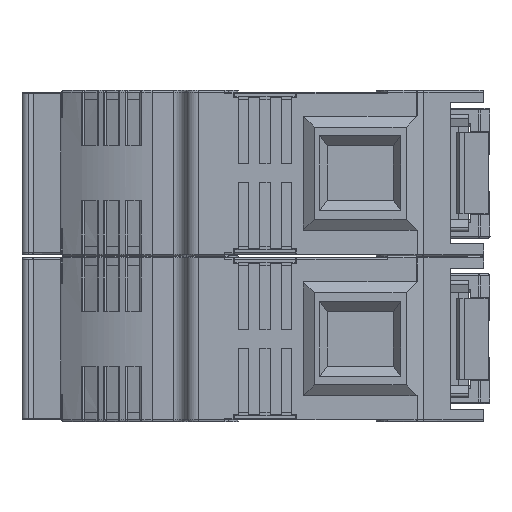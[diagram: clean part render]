
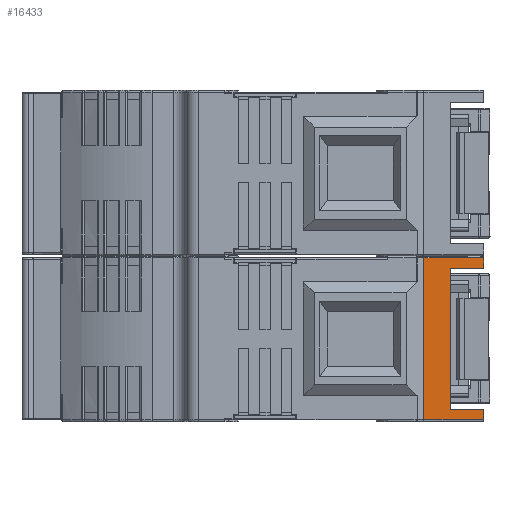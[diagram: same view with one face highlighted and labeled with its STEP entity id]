
A CAD part, left-side view. The second image highlights one B-rep face of the part: STEP entity #16433.
In plain terms, the highlighted planar face has unit normal (-0.667, -0.745, 0).
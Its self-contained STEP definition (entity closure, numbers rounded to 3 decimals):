
#10 = EDGE_CURVE ( 'NONE', #95618, #88556, #34093, .T. ) ;
#31 = DIRECTION ( 'NONE',  ( 0., 0., -1. ) ) ;
#566 = CARTESIAN_POINT ( 'NONE',  ( -59.822, -3.574, -11.5 ) ) ;
#1244 = CARTESIAN_POINT ( 'NONE',  ( -53.682, -9.074, 11.5 ) ) ;
#2004 = CARTESIAN_POINT ( 'NONE',  ( -53.682, -9.074, 13.2 ) ) ;
#2499 = EDGE_CURVE ( 'NONE', #51557, #44112, #80825, .T. ) ;
#2537 = DIRECTION ( 'NONE',  ( 0., 0., -1. ) ) ;
#3812 = CARTESIAN_POINT ( 'NONE',  ( -64.577, 0.685, 13.2 ) ) ;
#4688 = LINE ( 'NONE', #62605, #11249 ) ;
#4825 = EDGE_CURVE ( 'NONE', #44112, #51691, #50245, .T. ) ;
#8974 = DIRECTION ( 'NONE',  ( -0.745, 0.667, 0. ) ) ;
#9305 = CARTESIAN_POINT ( 'NONE',  ( -64.577, 0.685, 0. ) ) ;
#10783 = DIRECTION ( 'NONE',  ( -0.745, 0.667, 0. ) ) ;
#11249 = VECTOR ( 'NONE', #48499, 1000. ) ;
#16433 = ADVANCED_FACE ( 'NONE', ( #67406 ), #23566, .T. ) ;
#17435 = VECTOR ( 'NONE', #10783, 1000. ) ;
#19548 = ORIENTED_EDGE ( 'NONE', *, *, #29092, .F. ) ;
#19662 = VECTOR ( 'NONE', #80378, 1000. ) ;
#21146 = VERTEX_POINT ( 'NONE', #1244 ) ;
#21412 = LINE ( 'NONE', #73464, #40235 ) ;
#22634 = CARTESIAN_POINT ( 'NONE',  ( -65.511, 1.522, -13.5 ) ) ;
#23566 = PLANE ( 'NONE',  #30146 ) ;
#24014 = CARTESIAN_POINT ( 'NONE',  ( -59.822, -3.574, 7.667 ) ) ;
#26307 = ORIENTED_EDGE ( 'NONE', *, *, #87833, .T. ) ;
#27506 = CARTESIAN_POINT ( 'NONE',  ( -59.822, -3.574, -3.833 ) ) ;
#27622 = CARTESIAN_POINT ( 'NONE',  ( -53.768, -8.997, -13.2 ) ) ;
#28329 = LINE ( 'NONE', #50754, #35502 ) ;
#28813 = CARTESIAN_POINT ( 'NONE',  ( -64.599, 0.705, -13.2 ) ) ;
#29092 = EDGE_CURVE ( 'NONE', #50556, #21146, #61445, .T. ) ;
#29333 = ORIENTED_EDGE ( 'NONE', *, *, #33261, .T. ) ;
#29426 = CARTESIAN_POINT ( 'NONE',  ( -59.822, -3.574, 11.5 ) ) ;
#29733 = DIRECTION ( 'NONE',  ( 0., 0., -1. ) ) ;
#30146 = AXIS2_PLACEMENT_3D ( 'NONE', #22634, #74684, #8974 ) ;
#30197 = LINE ( 'NONE', #82244, #59455 ) ;
#32707 = CARTESIAN_POINT ( 'NONE',  ( -53.682, -9.074, 13.2 ) ) ;
#33261 = EDGE_CURVE ( 'NONE', #88677, #51557, #28329, .T. ) ;
#34093 = LINE ( 'NONE', #78832, #52496 ) ;
#34683 = DIRECTION ( 'NONE',  ( -0.745, 0.667, 0. ) ) ;
#34724 = VECTOR ( 'NONE', #2537, 1000. ) ;
#35502 = VECTOR ( 'NONE', #34683, 1000. ) ;
#35872 = CARTESIAN_POINT ( 'NONE',  ( -53.682, -9.074, 13.2 ) ) ;
#37413 = CARTESIAN_POINT ( 'NONE',  ( -53.768, -8.997, -11.5 ) ) ;
#40235 = VECTOR ( 'NONE', #67138, 1000. ) ;
#40500 = EDGE_CURVE ( 'NONE', #51291, #81403, #89291, .T. ) ;
#43083 = CARTESIAN_POINT ( 'NONE',  ( -59.822, -3.574, -7.667 ) ) ;
#44112 = VERTEX_POINT ( 'NONE', #76243 ) ;
#45852 = ORIENTED_EDGE ( 'NONE', *, *, #93701, .T. ) ;
#46866 = B_SPLINE_CURVE_WITH_KNOTS ( 'NONE', 3,
 ( #80031, #27506, #43083, #87301 ),
 .UNSPECIFIED., .F., .F.,
 ( 4, 4 ),
 ( 0., 1. ),
 .UNSPECIFIED. ) ;
#47285 = VECTOR ( 'NONE', #29733, 1000. ) ;
#48499 = DIRECTION ( 'NONE',  ( 0.745, -0.667, 0. ) ) ;
#48940 = ORIENTED_EDGE ( 'NONE', *, *, #64492, .F. ) ;
#50245 = LINE ( 'NONE', #28813, #19662 ) ;
#50556 = VERTEX_POINT ( 'NONE', #35872 ) ;
#50754 = CARTESIAN_POINT ( 'NONE',  ( -59.822, -3.574, 0. ) ) ;
#51291 = VERTEX_POINT ( 'NONE', #81203 ) ;
#51557 = VERTEX_POINT ( 'NONE', #56842 ) ;
#51691 = VERTEX_POINT ( 'NONE', #27622 ) ;
#52496 = VECTOR ( 'NONE', #63791, 1000. ) ;
#52754 = CARTESIAN_POINT ( 'NONE',  ( -59.822, -3.574, 0. ) ) ;
#53909 = EDGE_LOOP ( 'NONE', ( #26307, #93265, #48940, #77216, #85442, #19548, #87468, #45852, #29333, #86276, #81206 ) ) ;
#56842 = CARTESIAN_POINT ( 'NONE',  ( -64.599, 0.705, 0. ) ) ;
#59455 = VECTOR ( 'NONE', #31, 1000. ) ;
#61445 = LINE ( 'NONE', #32707, #34724 ) ;
#62605 = CARTESIAN_POINT ( 'NONE',  ( -59.822, -3.574, 11.5 ) ) ;
#63791 = DIRECTION ( 'NONE',  ( -0.745, 0.667, 0. ) ) ;
#64492 = EDGE_CURVE ( 'NONE', #51291, #88556, #46866, .T. ) ;
#67138 = DIRECTION ( 'NONE',  ( 0., 0., 1. ) ) ;
#67406 = FACE_OUTER_BOUND ( 'NONE', #53909, .T. ) ;
#69882 = CARTESIAN_POINT ( 'NONE',  ( -59.822, -3.574, 11.5 ) ) ;
#73071 = CARTESIAN_POINT ( 'NONE',  ( -64.599, 0.705, 0. ) ) ;
#73464 = CARTESIAN_POINT ( 'NONE',  ( -53.768, -8.997, -13.2 ) ) ;
#73705 = VERTEX_POINT ( 'NONE', #3812 ) ;
#74684 = DIRECTION ( 'NONE',  ( -0.667, -0.745, 0. ) ) ;
#76243 = CARTESIAN_POINT ( 'NONE',  ( -64.599, 0.705, -13.2 ) ) ;
#76450 = LINE ( 'NONE', #2004, #17435 ) ;
#77216 = ORIENTED_EDGE ( 'NONE', *, *, #40500, .T. ) ;
#78832 = CARTESIAN_POINT ( 'NONE',  ( -53.768, -8.997, -11.5 ) ) ;
#80031 = CARTESIAN_POINT ( 'NONE',  ( -59.822, -3.574, 0. ) ) ;
#80378 = DIRECTION ( 'NONE',  ( 0.745, -0.667, 0. ) ) ;
#80825 = LINE ( 'NONE', #73071, #47285 ) ;
#81203 = CARTESIAN_POINT ( 'NONE',  ( -59.822, -3.574, 0. ) ) ;
#81206 = ORIENTED_EDGE ( 'NONE', *, *, #4825, .T. ) ;
#81403 = VERTEX_POINT ( 'NONE', #69882 ) ;
#82244 = CARTESIAN_POINT ( 'NONE',  ( -64.577, 0.685, 13.2 ) ) ;
#82397 = CARTESIAN_POINT ( 'NONE',  ( -59.822, -3.574, 3.833 ) ) ;
#85442 = ORIENTED_EDGE ( 'NONE', *, *, #91465, .T. ) ;
#86276 = ORIENTED_EDGE ( 'NONE', *, *, #2499, .T. ) ;
#87301 = CARTESIAN_POINT ( 'NONE',  ( -59.822, -3.574, -11.5 ) ) ;
#87468 = ORIENTED_EDGE ( 'NONE', *, *, #91010, .T. ) ;
#87833 = EDGE_CURVE ( 'NONE', #51691, #95618, #21412, .T. ) ;
#88556 = VERTEX_POINT ( 'NONE', #566 ) ;
#88677 = VERTEX_POINT ( 'NONE', #9305 ) ;
#89291 = B_SPLINE_CURVE_WITH_KNOTS ( 'NONE', 3,
 ( #52754, #82397, #24014, #29426 ),
 .UNSPECIFIED., .F., .F.,
 ( 4, 4 ),
 ( 0., 1. ),
 .UNSPECIFIED. ) ;
#91010 = EDGE_CURVE ( 'NONE', #50556, #73705, #76450, .T. ) ;
#91465 = EDGE_CURVE ( 'NONE', #81403, #21146, #4688, .T. ) ;
#93265 = ORIENTED_EDGE ( 'NONE', *, *, #10, .T. ) ;
#93701 = EDGE_CURVE ( 'NONE', #73705, #88677, #30197, .T. ) ;
#95618 = VERTEX_POINT ( 'NONE', #37413 ) ;
